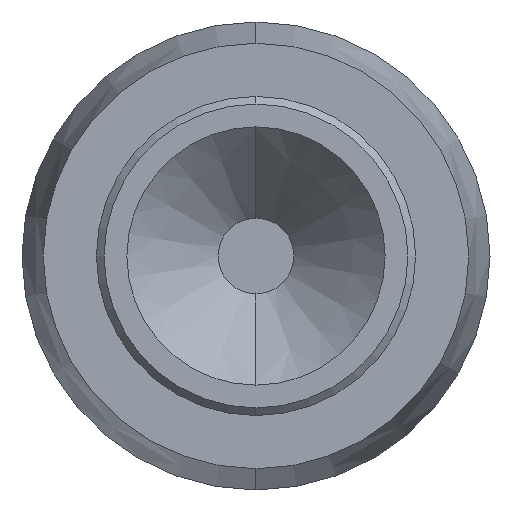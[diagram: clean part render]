
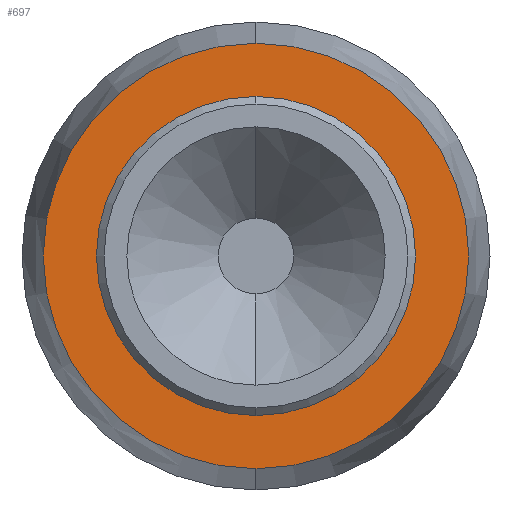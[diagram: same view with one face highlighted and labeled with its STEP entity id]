
A CAD part, left-side view. The second image highlights one B-rep face of the part: STEP entity #697.
In plain terms, the highlighted planar face has unit normal (-1, 0, 0).
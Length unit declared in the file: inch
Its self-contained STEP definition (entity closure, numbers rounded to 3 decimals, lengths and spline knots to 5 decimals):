
#6 = ORIENTED_EDGE ( 'NONE', *, *, #344, .T. ) ;
#57 = VERTEX_POINT ( 'NONE', #295 ) ;
#67 = AXIS2_PLACEMENT_3D ( 'NONE', #154, #158, #596 ) ;
#80 = DIRECTION ( 'NONE',  ( 0., 0., 1. ) ) ;
#82 = AXIS2_PLACEMENT_3D ( 'NONE', #788, #219, #90 ) ;
#90 = DIRECTION ( 'NONE',  ( 0., 0., 1. ) ) ;
#96 = CARTESIAN_POINT ( 'NONE',  ( 0., 0., 0. ) ) ;
#119 = VERTEX_POINT ( 'NONE', #223 ) ;
#148 = CARTESIAN_POINT ( 'NONE',  ( 0., 0., 0. ) ) ;
#154 = CARTESIAN_POINT ( 'NONE',  ( 0., 0., 0. ) ) ;
#158 = DIRECTION ( 'NONE',  ( 1., 0., 0. ) ) ;
#186 = FACE_BOUND ( 'NONE', #687, .T. ) ;
#219 = DIRECTION ( 'NONE',  ( 1., 0., 0. ) ) ;
#223 = CARTESIAN_POINT ( 'NONE',  ( 0., 0., 0.014 ) ) ;
#280 = DIRECTION ( 'NONE',  ( -1., 0., 0. ) ) ;
#295 = CARTESIAN_POINT ( 'NONE',  ( 0., 0., 0.0105 ) ) ;
#307 = AXIS2_PLACEMENT_3D ( 'NONE', #661, #280, #80 ) ;
#344 = EDGE_CURVE ( 'NONE', #693, #57, #350, .T. ) ;
#345 = DIRECTION ( 'NONE',  ( 0., 0., 1. ) ) ;
#350 = CIRCLE ( 'NONE', #702, 0.0105 ) ;
#385 = FACE_OUTER_BOUND ( 'NONE', #394, .T. ) ;
#392 = ORIENTED_EDGE ( 'NONE', *, *, #820, .T. ) ;
#394 = EDGE_LOOP ( 'NONE', ( #397, #597 ) ) ;
#397 = ORIENTED_EDGE ( 'NONE', *, *, #556, .F. ) ;
#419 = EDGE_CURVE ( 'NONE', #119, #456, #438, .T. ) ;
#438 = CIRCLE ( 'NONE', #67, 0.014 ) ;
#453 = CIRCLE ( 'NONE', #598, 0.014 ) ;
#455 = CIRCLE ( 'NONE', #82, 0.0105 ) ;
#456 = VERTEX_POINT ( 'NONE', #606 ) ;
#511 = PLANE ( 'NONE',  #307 ) ;
#532 = DIRECTION ( 'NONE',  ( 1., 0., 0. ) ) ;
#556 = EDGE_CURVE ( 'NONE', #456, #119, #453, .T. ) ;
#560 = DIRECTION ( 'NONE',  ( 1., 0., 0. ) ) ;
#596 = DIRECTION ( 'NONE',  ( 0., 0., -1. ) ) ;
#597 = ORIENTED_EDGE ( 'NONE', *, *, #419, .F. ) ;
#598 = AXIS2_PLACEMENT_3D ( 'NONE', #96, #560, #801 ) ;
#606 = CARTESIAN_POINT ( 'NONE',  ( 0., 0., -0.014 ) ) ;
#661 = CARTESIAN_POINT ( 'NONE',  ( 0., 0.014, 0. ) ) ;
#687 = EDGE_LOOP ( 'NONE', ( #6, #392 ) ) ;
#693 = VERTEX_POINT ( 'NONE', #768 ) ;
#697 = ADVANCED_FACE ( 'NONE', ( #186, #385 ), #511, .T. ) ;
#702 = AXIS2_PLACEMENT_3D ( 'NONE', #148, #532, #345 ) ;
#768 = CARTESIAN_POINT ( 'NONE',  ( 0., 0., -0.0105 ) ) ;
#788 = CARTESIAN_POINT ( 'NONE',  ( 0., 0., 0. ) ) ;
#801 = DIRECTION ( 'NONE',  ( 0., 0., -1. ) ) ;
#820 = EDGE_CURVE ( 'NONE', #57, #693, #455, .T. ) ;
